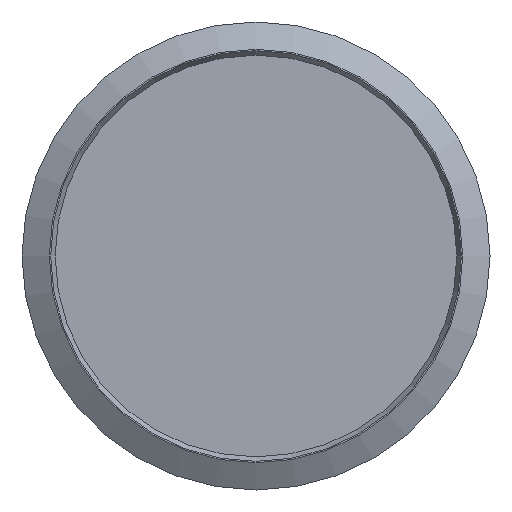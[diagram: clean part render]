
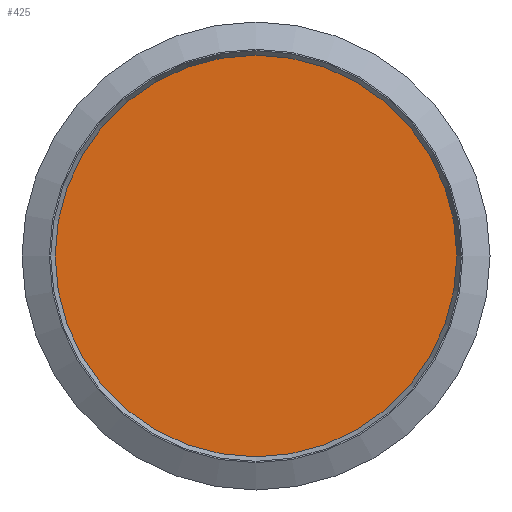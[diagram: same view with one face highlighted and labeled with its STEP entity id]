
A CAD part, front view. The second image highlights one B-rep face of the part: STEP entity #425.
In plain terms, the highlighted planar face has unit normal (0, -1, 0).
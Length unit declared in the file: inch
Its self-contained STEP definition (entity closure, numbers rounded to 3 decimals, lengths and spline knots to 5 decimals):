
#27 = DIRECTION ( 'NONE',  ( 0., -1., 0. ) ) ;
#30 = AXIS2_PLACEMENT_3D ( 'NONE', #514, #27, #520 ) ;
#44 = CIRCLE ( 'NONE', #30, 0.20276 ) ;
#103 = DIRECTION ( 'NONE',  ( 0., 0., -1. ) ) ;
#217 = CARTESIAN_POINT ( 'NONE',  ( 0., -1.9685, 0. ) ) ;
#279 = DIRECTION ( 'NONE',  ( 0., -1., 0. ) ) ;
#308 = FACE_OUTER_BOUND ( 'NONE', #698, .T. ) ;
#346 = VERTEX_POINT ( 'NONE', #602 ) ;
#368 = EDGE_CURVE ( 'NONE', #346, #346, #44, .T. ) ;
#425 = ADVANCED_FACE ( 'NONE', ( #308 ), #642, .T. ) ;
#487 = AXIS2_PLACEMENT_3D ( 'NONE', #217, #279, #103 ) ;
#505 = ORIENTED_EDGE ( 'NONE', *, *, #368, .T. ) ;
#514 = CARTESIAN_POINT ( 'NONE',  ( 0., -1.9685, 0. ) ) ;
#520 = DIRECTION ( 'NONE',  ( 0., 0., -1. ) ) ;
#602 = CARTESIAN_POINT ( 'NONE',  ( 0., -1.9685, -0.20276 ) ) ;
#642 = PLANE ( 'NONE',  #487 ) ;
#698 = EDGE_LOOP ( 'NONE', ( #505 ) ) ;
